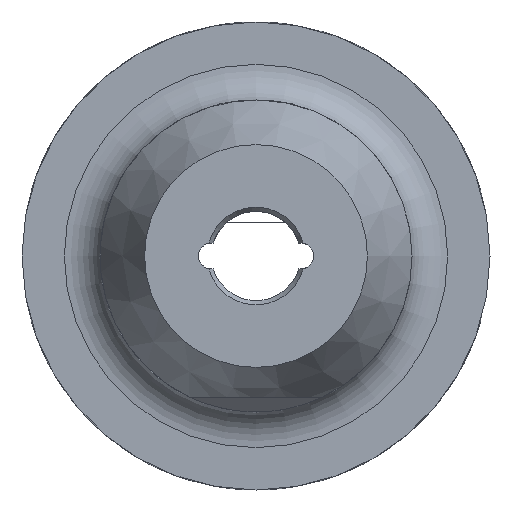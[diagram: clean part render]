
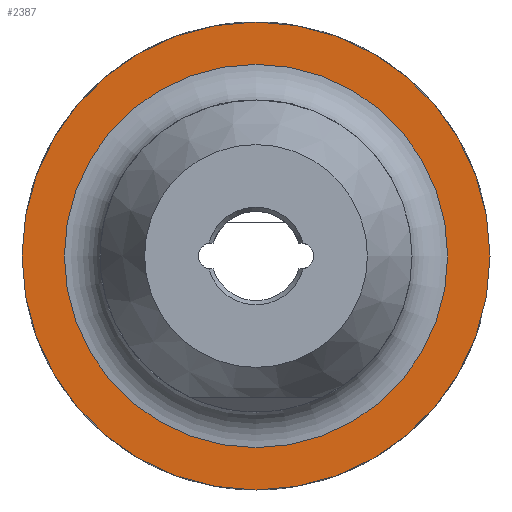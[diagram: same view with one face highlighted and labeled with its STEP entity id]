
A CAD part, left-side view. The second image highlights one B-rep face of the part: STEP entity #2387.
In plain terms, the highlighted planar face has unit normal (-1, 0, 0).
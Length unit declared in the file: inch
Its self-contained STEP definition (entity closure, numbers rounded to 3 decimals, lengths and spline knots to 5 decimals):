
#92=FACE_BOUND('',#427,.T.);
#158=PLANE('',#2648);
#283=FACE_OUTER_BOUND('',#426,.T.);
#426=EDGE_LOOP('',(#2107,#2108));
#427=EDGE_LOOP('',(#2109,#2110));
#663=CIRCLE('',#2459,1.24016);
#664=CIRCLE('',#2460,1.24016);
#755=CIRCLE('',#2646,1.01575);
#756=CIRCLE('',#2647,1.01575);
#908=VERTEX_POINT('',#3698);
#909=VERTEX_POINT('',#3700);
#1084=VERTEX_POINT('',#5423);
#1085=VERTEX_POINT('',#5425);
#1162=EDGE_CURVE('',#908,#909,#663,.T.);
#1163=EDGE_CURVE('',#909,#908,#664,.T.);
#1427=EDGE_CURVE('',#1085,#1084,#755,.T.);
#1428=EDGE_CURVE('',#1084,#1085,#756,.T.);
#2107=ORIENTED_EDGE('',*,*,#1163,.F.);
#2108=ORIENTED_EDGE('',*,*,#1162,.F.);
#2109=ORIENTED_EDGE('',*,*,#1427,.T.);
#2110=ORIENTED_EDGE('',*,*,#1428,.T.);
#2387=ADVANCED_FACE('',(#283,#92),#158,.T.);
#2459=AXIS2_PLACEMENT_3D('',#3701,#2778,#2779);
#2460=AXIS2_PLACEMENT_3D('',#3702,#2780,#2781);
#2646=AXIS2_PLACEMENT_3D('',#5426,#3230,#3231);
#2647=AXIS2_PLACEMENT_3D('',#5427,#3232,#3233);
#2648=AXIS2_PLACEMENT_3D('',#5428,#3234,#3235);
#2778=DIRECTION('center_axis',(1.,0.,0.));
#2779=DIRECTION('ref_axis',(0.,1.,0.));
#2780=DIRECTION('center_axis',(1.,0.,0.));
#2781=DIRECTION('ref_axis',(0.,1.,0.));
#3230=DIRECTION('center_axis',(1.,0.,0.));
#3231=DIRECTION('ref_axis',(0.,1.,0.));
#3232=DIRECTION('center_axis',(1.,0.,0.));
#3233=DIRECTION('ref_axis',(0.,1.,0.));
#3234=DIRECTION('center_axis',(-1.,0.,0.));
#3235=DIRECTION('ref_axis',(0.,0.,1.));
#3698=CARTESIAN_POINT('',(-0.86614,-1.24016,0.));
#3700=CARTESIAN_POINT('',(-0.86614,1.24016,0.));
#3701=CARTESIAN_POINT('Origin',(-0.86614,0.,
0.));
#3702=CARTESIAN_POINT('Origin',(-0.86614,0.,
0.));
#5423=CARTESIAN_POINT('',(-0.86614,0.,1.01575));
#5425=CARTESIAN_POINT('',(-0.86614,1.01575,0.));
#5426=CARTESIAN_POINT('Origin',(-0.86614,0.,
0.));
#5427=CARTESIAN_POINT('Origin',(-0.86614,0.,
0.));
#5428=CARTESIAN_POINT('Origin',(-0.86614,1.12795,0.));
